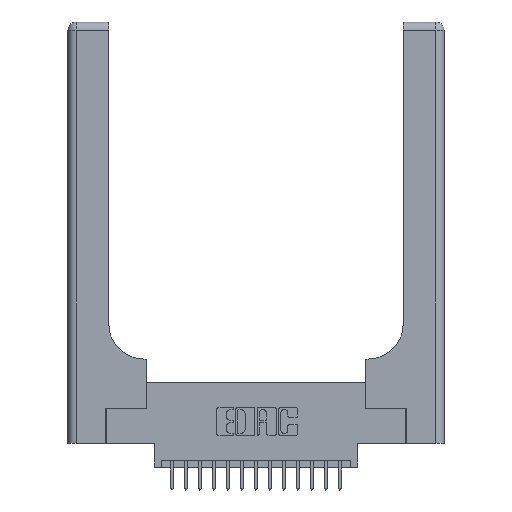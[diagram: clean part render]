
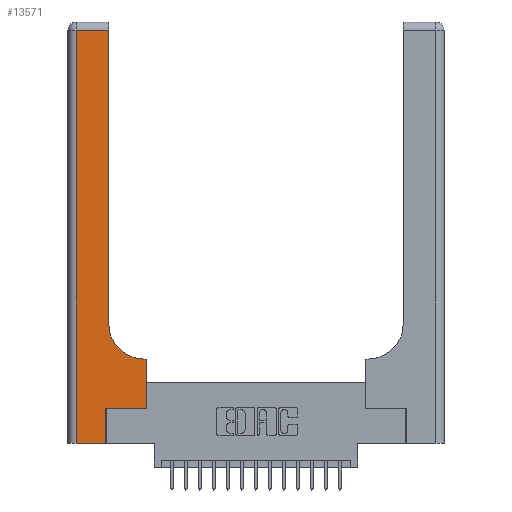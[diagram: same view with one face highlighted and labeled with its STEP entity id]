
A CAD part, top view. The second image highlights one B-rep face of the part: STEP entity #13571.
In plain terms, the highlighted planar face has unit normal (0, 0, 1).
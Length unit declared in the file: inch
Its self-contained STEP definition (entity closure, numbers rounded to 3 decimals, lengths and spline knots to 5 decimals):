
#851 = CARTESIAN_POINT ( 'NONE',  ( 0.2915, 2.94, 0.37 ) ) ;
#875 = EDGE_LOOP ( 'NONE', ( #3931, #6070, #9565, #11593, #17114, #17544, #12163, #15058, #14165 ) ) ;
#1009 = VERTEX_POINT ( 'NONE', #9030 ) ;
#1396 = CARTESIAN_POINT ( 'NONE',  ( 0., 3., 0.37 ) ) ;
#1541 = DIRECTION ( 'NONE',  ( 1., 0., 0. ) ) ;
#1554 = DIRECTION ( 'NONE',  ( -1., 0., 0. ) ) ;
#1557 = LINE ( 'NONE', #15938, #3647 ) ;
#1674 = CARTESIAN_POINT ( 'NONE',  ( 0.5415, 0.85, 0.37 ) ) ;
#2371 = VECTOR ( 'NONE', #15718, 39.37008 ) ;
#2815 = VERTEX_POINT ( 'NONE', #4344 ) ;
#2949 = LINE ( 'NONE', #8235, #12327 ) ;
#3316 = VECTOR ( 'NONE', #4271, 39.37008 ) ;
#3647 = VECTOR ( 'NONE', #14642, 39.37008 ) ;
#3931 = ORIENTED_EDGE ( 'NONE', *, *, #13900, .T. ) ;
#4018 = LINE ( 'NONE', #18680, #12930 ) ;
#4271 = DIRECTION ( 'NONE',  ( -1., 0., 0. ) ) ;
#4304 = DIRECTION ( 'NONE',  ( -1., 0., 0. ) ) ;
#4344 = CARTESIAN_POINT ( 'NONE',  ( 0.2915, 0.85, 0.37 ) ) ;
#4435 = AXIS2_PLACEMENT_3D ( 'NONE', #1396, #11793, #4304 ) ;
#4489 = LINE ( 'NONE', #14207, #2371 ) ;
#4725 = LINE ( 'NONE', #8778, #18149 ) ;
#4825 = EDGE_CURVE ( 'NONE', #19285, #1009, #4725, .T. ) ;
#5146 = LINE ( 'NONE', #13320, #7535 ) ;
#5872 = PLANE ( 'NONE',  #4435 ) ;
#6070 = ORIENTED_EDGE ( 'NONE', *, *, #13406, .T. ) ;
#6097 = CIRCLE ( 'NONE', #19049, 0.25 ) ;
#6458 = EDGE_CURVE ( 'NONE', #12078, #13356, #4018, .T. ) ;
#7052 = FACE_OUTER_BOUND ( 'NONE', #875, .T. ) ;
#7535 = VECTOR ( 'NONE', #18392, 39.37008 ) ;
#8235 = CARTESIAN_POINT ( 'NONE',  ( 0., 0., 0.37 ) ) ;
#8778 = CARTESIAN_POINT ( 'NONE',  ( 0.2915, 0.6, 0.37 ) ) ;
#9030 = CARTESIAN_POINT ( 'NONE',  ( 0.5415, 0.6, 0.37 ) ) ;
#9565 = ORIENTED_EDGE ( 'NONE', *, *, #13829, .T. ) ;
#9980 = DIRECTION ( 'NONE',  ( 0., 1., 0. ) ) ;
#11538 = EDGE_CURVE ( 'NONE', #13791, #19376, #2949, .T. ) ;
#11544 = LINE ( 'NONE', #14789, #3316 ) ;
#11593 = ORIENTED_EDGE ( 'NONE', *, *, #11538, .T. ) ;
#11620 = CARTESIAN_POINT ( 'NONE',  ( 0.269, 0.25, 0.37 ) ) ;
#11793 = DIRECTION ( 'NONE',  ( 0., 0., -1. ) ) ;
#11818 = CARTESIAN_POINT ( 'NONE',  ( 0.06, 2.94, 0.37 ) ) ;
#12078 = VERTEX_POINT ( 'NONE', #11620 ) ;
#12163 = ORIENTED_EDGE ( 'NONE', *, *, #14955, .T. ) ;
#12327 = VECTOR ( 'NONE', #17227, 39.37008 ) ;
#12930 = VECTOR ( 'NONE', #14727, 39.37008 ) ;
#13320 = CARTESIAN_POINT ( 'NONE',  ( 0.06, 3., 0.37 ) ) ;
#13356 = VERTEX_POINT ( 'NONE', #14809 ) ;
#13406 = EDGE_CURVE ( 'NONE', #17854, #18537, #11544, .T. ) ;
#13571 = ADVANCED_FACE ( 'NONE', ( #7052 ), #5872, .F. ) ;
#13678 = DIRECTION ( 'NONE',  ( 0., 0., -1. ) ) ;
#13791 = VERTEX_POINT ( 'NONE', #17808 ) ;
#13829 = EDGE_CURVE ( 'NONE', #18537, #13791, #5146, .T. ) ;
#13900 = EDGE_CURVE ( 'NONE', #2815, #17854, #4489, .T. ) ;
#14165 = ORIENTED_EDGE ( 'NONE', *, *, #14591, .T. ) ;
#14207 = CARTESIAN_POINT ( 'NONE',  ( 0.2915, 3., 0.37 ) ) ;
#14480 = CARTESIAN_POINT ( 'NONE',  ( 0.5585, 0.6, 0.37 ) ) ;
#14591 = EDGE_CURVE ( 'NONE', #1009, #2815, #6097, .T. ) ;
#14642 = DIRECTION ( 'NONE',  ( 0., 1., 0. ) ) ;
#14727 = DIRECTION ( 'NONE',  ( 1., 0., 0. ) ) ;
#14789 = CARTESIAN_POINT ( 'NONE',  ( 0., 2.94, 0.37 ) ) ;
#14809 = CARTESIAN_POINT ( 'NONE',  ( 0.5585, 0.25, 0.37 ) ) ;
#14951 = CARTESIAN_POINT ( 'NONE',  ( 0.269, 0., 0.37 ) ) ;
#14955 = EDGE_CURVE ( 'NONE', #13356, #19285, #19011, .T. ) ;
#15058 = ORIENTED_EDGE ( 'NONE', *, *, #4825, .T. ) ;
#15483 = VECTOR ( 'NONE', #9980, 39.37008 ) ;
#15718 = DIRECTION ( 'NONE',  ( 0., 1., 0. ) ) ;
#15938 = CARTESIAN_POINT ( 'NONE',  ( 0.269, 0., 0.37 ) ) ;
#16650 = EDGE_CURVE ( 'NONE', #19376, #12078, #1557, .T. ) ;
#17114 = ORIENTED_EDGE ( 'NONE', *, *, #16650, .T. ) ;
#17227 = DIRECTION ( 'NONE',  ( 1., 0., 0. ) ) ;
#17544 = ORIENTED_EDGE ( 'NONE', *, *, #6458, .T. ) ;
#17679 = CARTESIAN_POINT ( 'NONE',  ( 0.5585, 0.25, 0.37 ) ) ;
#17808 = CARTESIAN_POINT ( 'NONE',  ( 0.06, 0., 0.37 ) ) ;
#17854 = VERTEX_POINT ( 'NONE', #851 ) ;
#18149 = VECTOR ( 'NONE', #1554, 39.37008 ) ;
#18392 = DIRECTION ( 'NONE',  ( 0., -1., 0. ) ) ;
#18537 = VERTEX_POINT ( 'NONE', #11818 ) ;
#18680 = CARTESIAN_POINT ( 'NONE',  ( 0.269, 0.25, 0.37 ) ) ;
#19011 = LINE ( 'NONE', #17679, #15483 ) ;
#19049 = AXIS2_PLACEMENT_3D ( 'NONE', #1674, #13678, #1541 ) ;
#19285 = VERTEX_POINT ( 'NONE', #14480 ) ;
#19376 = VERTEX_POINT ( 'NONE', #14951 ) ;
